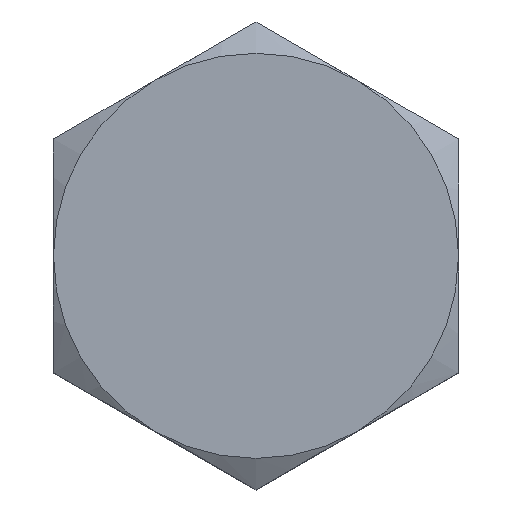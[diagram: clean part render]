
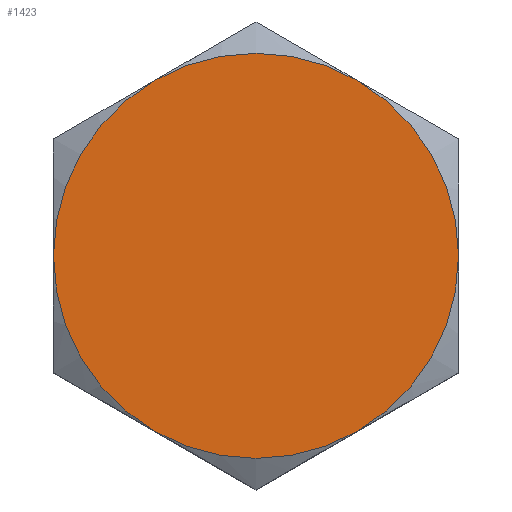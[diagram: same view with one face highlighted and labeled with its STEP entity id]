
A CAD part, top view. The second image highlights one B-rep face of the part: STEP entity #1423.
In plain terms, the highlighted planar face has unit normal (0, 0, 1).
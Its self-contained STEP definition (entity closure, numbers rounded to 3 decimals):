
#95 = AXIS2_PLACEMENT_3D ( 'NONE', #8306, #3415, #6682 ) ;
#818 = DIRECTION ( 'NONE',  ( -1., 0., 0. ) ) ;
#907 = CIRCLE ( 'NONE', #3685, 8.5 ) ;
#1237 = CARTESIAN_POINT ( 'NONE',  ( 0., 0., 35.7 ) ) ;
#1298 = CARTESIAN_POINT ( 'NONE',  ( 0., 0., 35.7 ) ) ;
#1423 = ADVANCED_FACE ( 'NONE', ( #1890 ), #4836, .F. ) ;
#1558 = ORIENTED_EDGE ( 'NONE', *, *, #2866, .F. ) ;
#1890 = FACE_OUTER_BOUND ( 'NONE', #2067, .T. ) ;
#2067 = EDGE_LOOP ( 'NONE', ( #8971, #6960, #1558, #5044, #5315, #4874 ) ) ;
#2096 = DIRECTION ( 'NONE',  ( -1., 0., 0. ) ) ;
#2441 = VERTEX_POINT ( 'NONE', #4525 ) ;
#2745 = CARTESIAN_POINT ( 'NONE',  ( -4.25, 7.361, 35.7 ) ) ;
#2866 = EDGE_CURVE ( 'NONE', #4104, #2441, #4965, .T. ) ;
#2986 = CARTESIAN_POINT ( 'NONE',  ( 0., 0., 35.7 ) ) ;
#3000 = CARTESIAN_POINT ( 'NONE',  ( 8.5, 0., 35.7 ) ) ;
#3415 = DIRECTION ( 'NONE',  ( 0., 0., -1. ) ) ;
#3602 = CIRCLE ( 'NONE', #10443, 8.5 ) ;
#3653 = DIRECTION ( 'NONE',  ( 0., 0., -1. ) ) ;
#3685 = AXIS2_PLACEMENT_3D ( 'NONE', #9434, #6914, #4541 ) ;
#3857 = EDGE_CURVE ( 'NONE', #4749, #4104, #9818, .T. ) ;
#4072 = AXIS2_PLACEMENT_3D ( 'NONE', #1237, #3653, #2096 ) ;
#4104 = VERTEX_POINT ( 'NONE', #10392 ) ;
#4158 = DIRECTION ( 'NONE',  ( 0., 0., -1. ) ) ;
#4302 = AXIS2_PLACEMENT_3D ( 'NONE', #9899, #4158, #9864 ) ;
#4525 = CARTESIAN_POINT ( 'NONE',  ( -4.25, -7.361, 35.7 ) ) ;
#4541 = DIRECTION ( 'NONE',  ( -1., 0., 0. ) ) ;
#4749 = VERTEX_POINT ( 'NONE', #3000 ) ;
#4836 = PLANE ( 'NONE',  #9225 ) ;
#4874 = ORIENTED_EDGE ( 'NONE', *, *, #7177, .F. ) ;
#4912 = CARTESIAN_POINT ( 'NONE',  ( 0., 8.5, 35.7 ) ) ;
#4965 = CIRCLE ( 'NONE', #4072, 8.5 ) ;
#5044 = ORIENTED_EDGE ( 'NONE', *, *, #3857, .F. ) ;
#5310 = CARTESIAN_POINT ( 'NONE',  ( -8.5, 0., 35.7 ) ) ;
#5315 = ORIENTED_EDGE ( 'NONE', *, *, #9693, .T. ) ;
#5376 = VERTEX_POINT ( 'NONE', #2745 ) ;
#5608 = EDGE_CURVE ( 'NONE', #2441, #8709, #3602, .T. ) ;
#5936 = EDGE_CURVE ( 'NONE', #8709, #5376, #8981, .T. ) ;
#6682 = DIRECTION ( 'NONE',  ( -1., 0., 0. ) ) ;
#6914 = DIRECTION ( 'NONE',  ( 0., 0., -1. ) ) ;
#6960 = ORIENTED_EDGE ( 'NONE', *, *, #5608, .F. ) ;
#7177 = EDGE_CURVE ( 'NONE', #5376, #10511, #907, .T. ) ;
#8306 = CARTESIAN_POINT ( 'NONE',  ( 0., 0., 35.7 ) ) ;
#8454 = CIRCLE ( 'NONE', #8500, 8.5 ) ;
#8500 = AXIS2_PLACEMENT_3D ( 'NONE', #1298, #9398, #10176 ) ;
#8697 = DIRECTION ( 'NONE',  ( 0., 0., -1. ) ) ;
#8709 = VERTEX_POINT ( 'NONE', #5310 ) ;
#8971 = ORIENTED_EDGE ( 'NONE', *, *, #5936, .F. ) ;
#8981 = CIRCLE ( 'NONE', #4302, 8.5 ) ;
#9225 = AXIS2_PLACEMENT_3D ( 'NONE', #4912, #10602, #818 ) ;
#9398 = DIRECTION ( 'NONE',  ( 0., 0., 1. ) ) ;
#9434 = CARTESIAN_POINT ( 'NONE',  ( 0., 0., 35.7 ) ) ;
#9693 = EDGE_CURVE ( 'NONE', #4749, #10511, #8454, .T. ) ;
#9818 = CIRCLE ( 'NONE', #95, 8.5 ) ;
#9864 = DIRECTION ( 'NONE',  ( -1., 0., 0. ) ) ;
#9899 = CARTESIAN_POINT ( 'NONE',  ( 0., 0., 35.7 ) ) ;
#10176 = DIRECTION ( 'NONE',  ( 1., 0., 0. ) ) ;
#10326 = DIRECTION ( 'NONE',  ( -1., 0., 0. ) ) ;
#10392 = CARTESIAN_POINT ( 'NONE',  ( 4.25, -7.361, 35.7 ) ) ;
#10443 = AXIS2_PLACEMENT_3D ( 'NONE', #2986, #8697, #10326 ) ;
#10511 = VERTEX_POINT ( 'NONE', #10586 ) ;
#10586 = CARTESIAN_POINT ( 'NONE',  ( 4.25, 7.361, 35.7 ) ) ;
#10602 = DIRECTION ( 'NONE',  ( 0., 0., -1. ) ) ;
